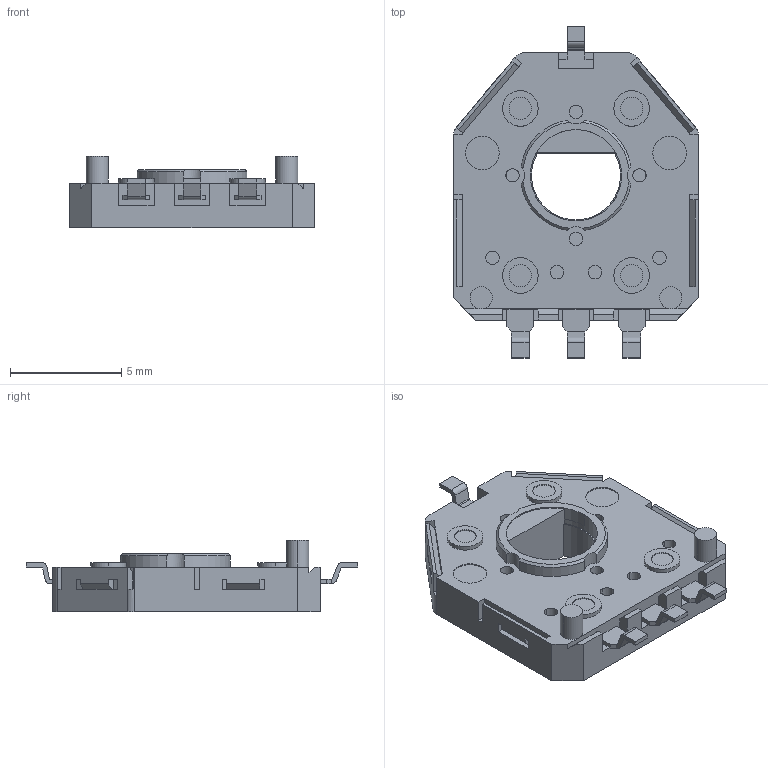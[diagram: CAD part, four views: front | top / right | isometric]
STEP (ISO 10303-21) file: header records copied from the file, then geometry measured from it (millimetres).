
FILE_DESCRIPTION((''),'2;1');
FILE_NAME('11P_SW0003','2017-08-08T',('ro0012'),(''),'PRO/ENGINEER BY PARAMETRIC TECHNOLOGY CORPORATION, 2012480','PRO/ENGINEER BY PARAMETRIC TECHNOLOGY CORPORATION, 2012480','');
FILE_SCHEMA(('CONFIG_CONTROL_DESIGN'));
Length unit declared in the file: millimetre
Products named in the file (1): 11P_SW0003
Bounding box: 11 x 14.9 x 3.2 mm (x, y, z)
Volume: 172.8 mm3; surface area: 655.8 mm2
Topology: 1 solids, 1 shells, 347 faces, 947 edges, 606 vertices
Faces by surface type: plane 226, cylinder 115, cone 6
Entity records: 11027 total; most frequent: CARTESIAN_POINT 1968, ORIENTED_EDGE 1894, DIRECTION 1863, EDGE_CURVE 947, VECTOR 689, LINE 689, VERTEX_POINT 606, AXIS2_PLACEMENT_3D 587
